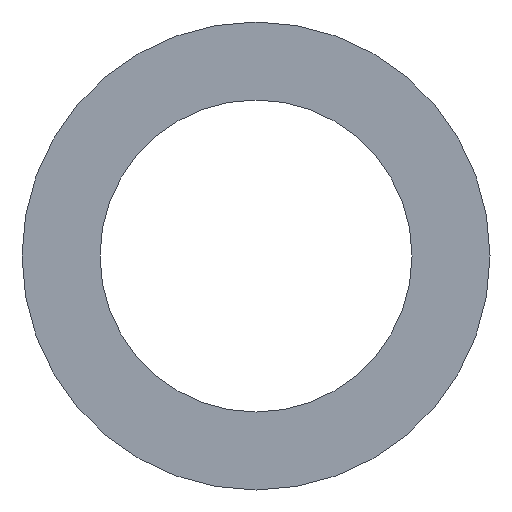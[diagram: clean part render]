
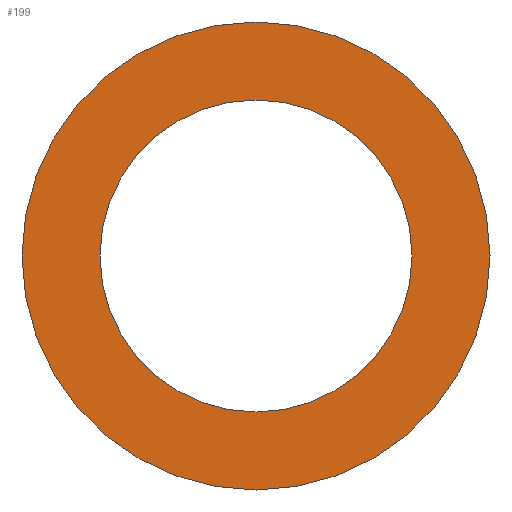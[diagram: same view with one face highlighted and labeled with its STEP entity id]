
A CAD part, front view. The second image highlights one B-rep face of the part: STEP entity #199.
In plain terms, the highlighted planar face has unit normal (0, -1, 0).
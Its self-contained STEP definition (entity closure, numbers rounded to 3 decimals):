
#4 = DIRECTION ( 'NONE',  ( 0., 0., 1. ) ) ;
#6 = EDGE_CURVE ( 'NONE', #232, #143, #181, .T. ) ;
#7 = DIRECTION ( 'NONE',  ( 0., 1., 0. ) ) ;
#11 = CARTESIAN_POINT ( 'NONE',  ( 0., 0., 0. ) ) ;
#12 = PLANE ( 'NONE',  #91 ) ;
#16 = ORIENTED_EDGE ( 'NONE', *, *, #23, .T. ) ;
#20 = EDGE_CURVE ( 'NONE', #143, #232, #229, .T. ) ;
#23 = EDGE_CURVE ( 'NONE', #79, #39, #123, .T. ) ;
#32 = AXIS2_PLACEMENT_3D ( 'NONE', #69, #7, #83 ) ;
#39 = VERTEX_POINT ( 'NONE', #152 ) ;
#40 = AXIS2_PLACEMENT_3D ( 'NONE', #169, #204, #206 ) ;
#44 = DIRECTION ( 'NONE',  ( 0., 1., 0. ) ) ;
#48 = DIRECTION ( 'NONE',  ( 0., 0., 1. ) ) ;
#52 = CARTESIAN_POINT ( 'NONE',  ( 0., 0., 0. ) ) ;
#62 = AXIS2_PLACEMENT_3D ( 'NONE', #124, #44, #4 ) ;
#65 = EDGE_CURVE ( 'NONE', #39, #79, #205, .T. ) ;
#69 = CARTESIAN_POINT ( 'NONE',  ( 0., 0., 0. ) ) ;
#72 = DIRECTION ( 'NONE',  ( 0., 1., 0. ) ) ;
#76 = FACE_OUTER_BOUND ( 'NONE', #215, .T. ) ;
#79 = VERTEX_POINT ( 'NONE', #227 ) ;
#83 = DIRECTION ( 'NONE',  ( 0., 0., 1. ) ) ;
#91 = AXIS2_PLACEMENT_3D ( 'NONE', #52, #72, #48 ) ;
#109 = CARTESIAN_POINT ( 'NONE',  ( 0., 0., -4.5 ) ) ;
#122 = AXIS2_PLACEMENT_3D ( 'NONE', #11, #219, #210 ) ;
#123 = CIRCLE ( 'NONE', #32, 3. ) ;
#124 = CARTESIAN_POINT ( 'NONE',  ( 0., 0., 0. ) ) ;
#132 = CARTESIAN_POINT ( 'NONE',  ( 0., 0., 4.5 ) ) ;
#143 = VERTEX_POINT ( 'NONE', #132 ) ;
#152 = CARTESIAN_POINT ( 'NONE',  ( 0., 0., 3. ) ) ;
#166 = ORIENTED_EDGE ( 'NONE', *, *, #6, .F. ) ;
#169 = CARTESIAN_POINT ( 'NONE',  ( 0., 0., 0. ) ) ;
#181 = CIRCLE ( 'NONE', #62, 4.5 ) ;
#197 = ORIENTED_EDGE ( 'NONE', *, *, #20, .F. ) ;
#199 = ADVANCED_FACE ( 'NONE', ( #76, #220 ), #12, .F. ) ;
#204 = DIRECTION ( 'NONE',  ( 0., 1., 0. ) ) ;
#205 = CIRCLE ( 'NONE', #122, 3. ) ;
#206 = DIRECTION ( 'NONE',  ( 0., 0., 1. ) ) ;
#210 = DIRECTION ( 'NONE',  ( 0., 0., 1. ) ) ;
#215 = EDGE_LOOP ( 'NONE', ( #166, #197 ) ) ;
#218 = EDGE_LOOP ( 'NONE', ( #16, #245 ) ) ;
#219 = DIRECTION ( 'NONE',  ( 0., 1., 0. ) ) ;
#220 = FACE_BOUND ( 'NONE', #218, .T. ) ;
#227 = CARTESIAN_POINT ( 'NONE',  ( 0., 0., -3. ) ) ;
#229 = CIRCLE ( 'NONE', #40, 4.5 ) ;
#232 = VERTEX_POINT ( 'NONE', #109 ) ;
#245 = ORIENTED_EDGE ( 'NONE', *, *, #65, .T. ) ;
